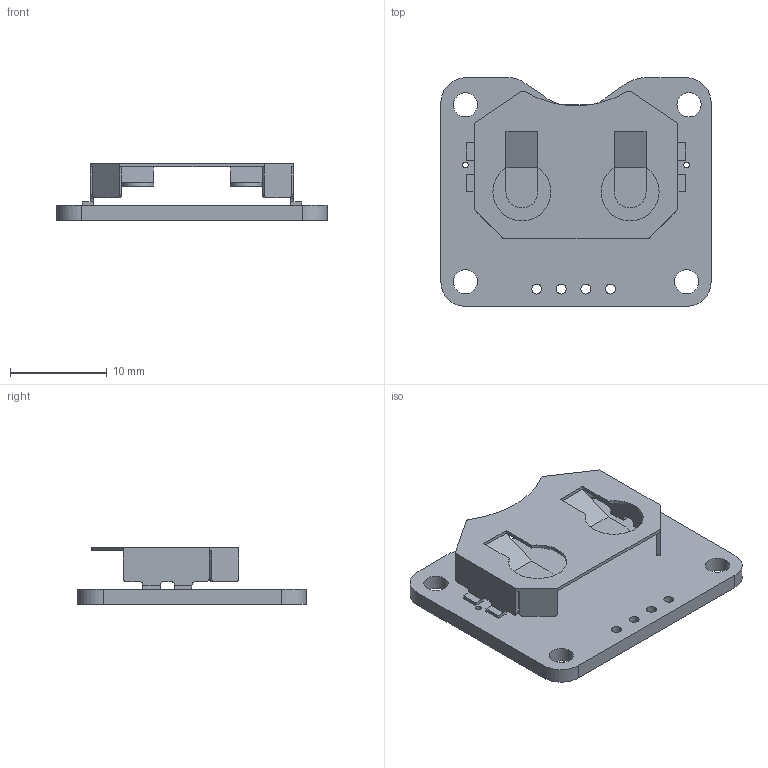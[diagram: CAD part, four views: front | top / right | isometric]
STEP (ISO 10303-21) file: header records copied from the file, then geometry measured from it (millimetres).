
FILE_DESCRIPTION(/* description */ (''),/* implementation_level */ '2;1');
FILE_NAME(/* name */ 'PCB Component.step',/* time_stamp */ '2024-11-12T12:31:21-05:00',/* author */ (''),/* organization */ (''),/* preprocessor_version */ 'ST-DEVELOPER v20',/* originating_system */ 'Autodesk Translation Framework v13.20.0.188',/* authorisation */ '');
FILE_SCHEMA (('AUTOMOTIVE_DESIGN { 1 0 10303 214 3 1 1 }'));
Length unit declared in the file: millimetre
Products named in the file (3): PCB Component; Board; CR2032_SMT_BAT-HLD-001
Assembly tree (2 placements, depth 2):
  PCB Component
    Board
    CR2032_SMT_BAT-HLD-001
Bounding box: 27.94 x 23.63 x 5.89 mm (x, y, z)
Volume: 1078.9 mm3; surface area: 2218.6 mm2
Topology: 2 solids, 2 shells, 118 faces, 328 edges, 214 vertices
Faces by surface type: plane 77, cylinder 41
Full cylindrical faces by diameter (mm): 0.6 x2, 1.016 x4, 2.5 x4
Entity records: 3933 total; most frequent: CARTESIAN_POINT 665, ORIENTED_EDGE 656, DIRECTION 656, EDGE_CURVE 328, LINE 246, VECTOR 246, VERTEX_POINT 214, AXIS2_PLACEMENT_3D 205
